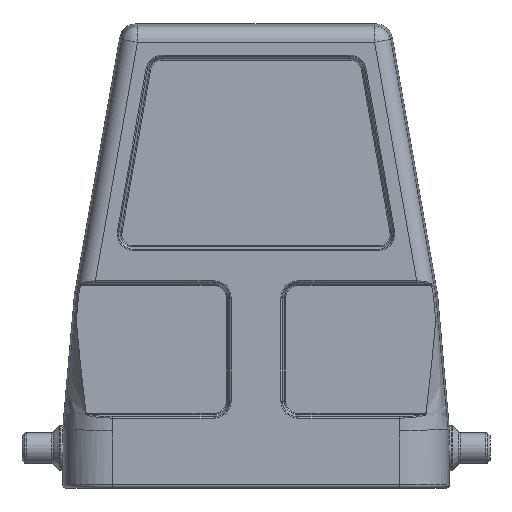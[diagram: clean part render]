
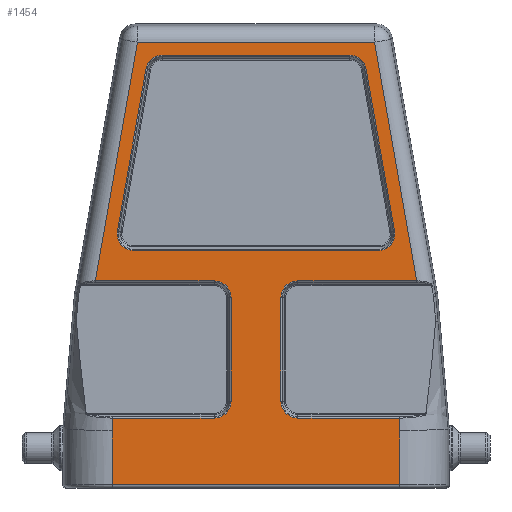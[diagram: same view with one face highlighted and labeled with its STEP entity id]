
A CAD part, front view. The second image highlights one B-rep face of the part: STEP entity #1454.
In plain terms, the highlighted planar face has unit normal (0, -1, 0).
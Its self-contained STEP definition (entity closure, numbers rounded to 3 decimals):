
#1026=(
BOUNDED_CURVE()
B_SPLINE_CURVE(3,(#12709,#12710,#12711,#12712,#12713,#12714,#12715),
 .UNSPECIFIED.,.F.,.F.)
B_SPLINE_CURVE_WITH_KNOTS((4,3,4),(0.,0.667,1.),
 .UNSPECIFIED.)
CURVE()
GEOMETRIC_REPRESENTATION_ITEM()
RATIONAL_B_SPLINE_CURVE((1.,1.,1.,1.,1.,1.,1.))
REPRESENTATION_ITEM('')
);
#1027=(
BOUNDED_CURVE()
B_SPLINE_CURVE(3,(#12743,#12744,#12745,#12746,#12747,#12748,#12749),
 .UNSPECIFIED.,.F.,.F.)
B_SPLINE_CURVE_WITH_KNOTS((4,3,4),(0.,0.333,1.),
 .UNSPECIFIED.)
CURVE()
GEOMETRIC_REPRESENTATION_ITEM()
RATIONAL_B_SPLINE_CURVE((1.,1.,1.,1.,1.,1.,1.))
REPRESENTATION_ITEM('')
);
#1454=ADVANCED_FACE('',(#2056,#2057),#1893,.F.);
#1893=PLANE('',#8219);
#2056=FACE_BOUND('',#2156,.T.);
#2057=FACE_BOUND('',#2157,.T.);
#2156=EDGE_LOOP('',(#3199,#3200,#3201,#3202,#3203,#3204,#3205,#3206));
#2157=EDGE_LOOP('',(#3207,#3208,#3209,#3210,#3211,#3212,#3213,#3214,#3215,
#3216,#3217,#3218,#3219,#3220,#3221,#3222,#3223,#3224));
#2729=CIRCLE('',#8211,2.54);
#2730=CIRCLE('',#8212,2.54);
#2731=CIRCLE('',#8213,2.54);
#2732=CIRCLE('',#8214,2.54);
#2733=CIRCLE('',#8215,2.64);
#2734=CIRCLE('',#8216,2.64);
#2735=CIRCLE('',#8217,2.64);
#2736=CIRCLE('',#8218,2.64);
#3199=ORIENTED_EDGE('',*,*,#5842,.T.);
#3200=ORIENTED_EDGE('',*,*,#5843,.T.);
#3201=ORIENTED_EDGE('',*,*,#5844,.T.);
#3202=ORIENTED_EDGE('',*,*,#5845,.T.);
#3203=ORIENTED_EDGE('',*,*,#5846,.T.);
#3204=ORIENTED_EDGE('',*,*,#5847,.T.);
#3205=ORIENTED_EDGE('',*,*,#5848,.T.);
#3206=ORIENTED_EDGE('',*,*,#5849,.T.);
#3207=ORIENTED_EDGE('',*,*,#5850,.T.);
#3208=ORIENTED_EDGE('',*,*,#5851,.T.);
#3209=ORIENTED_EDGE('',*,*,#5852,.T.);
#3210=ORIENTED_EDGE('',*,*,#5853,.T.);
#3211=ORIENTED_EDGE('',*,*,#5854,.T.);
#3212=ORIENTED_EDGE('',*,*,#5855,.T.);
#3213=ORIENTED_EDGE('',*,*,#5856,.T.);
#3214=ORIENTED_EDGE('',*,*,#5857,.T.);
#3215=ORIENTED_EDGE('',*,*,#5858,.T.);
#3216=ORIENTED_EDGE('',*,*,#5859,.T.);
#3217=ORIENTED_EDGE('',*,*,#5860,.T.);
#3218=ORIENTED_EDGE('',*,*,#5861,.T.);
#3219=ORIENTED_EDGE('',*,*,#5862,.T.);
#3220=ORIENTED_EDGE('',*,*,#5863,.T.);
#3221=ORIENTED_EDGE('',*,*,#5864,.T.);
#3222=ORIENTED_EDGE('',*,*,#5865,.T.);
#3223=ORIENTED_EDGE('',*,*,#5866,.T.);
#3224=ORIENTED_EDGE('',*,*,#5867,.T.);
#5209=VERTEX_POINT('',#12687);
#5210=VERTEX_POINT('',#12688);
#5211=VERTEX_POINT('',#12690);
#5212=VERTEX_POINT('',#12692);
#5213=VERTEX_POINT('',#12694);
#5214=VERTEX_POINT('',#12696);
#5215=VERTEX_POINT('',#12698);
#5216=VERTEX_POINT('',#12700);
#5217=VERTEX_POINT('',#12703);
#5218=VERTEX_POINT('',#12704);
#5219=VERTEX_POINT('',#12706);
#5220=VERTEX_POINT('',#12708);
#5221=VERTEX_POINT('',#12716);
#5222=VERTEX_POINT('',#12718);
#5223=VERTEX_POINT('',#12720);
#5224=VERTEX_POINT('',#12722);
#5225=VERTEX_POINT('',#12724);
#5226=VERTEX_POINT('',#12726);
#5227=VERTEX_POINT('',#12728);
#5228=VERTEX_POINT('',#12730);
#5229=VERTEX_POINT('',#12732);
#5230=VERTEX_POINT('',#12734);
#5231=VERTEX_POINT('',#12736);
#5232=VERTEX_POINT('',#12738);
#5233=VERTEX_POINT('',#12740);
#5234=VERTEX_POINT('',#12742);
#5842=EDGE_CURVE('',#5209,#5210,#6784,.T.);
#5843=EDGE_CURVE('',#5210,#5211,#2729,.T.);
#5844=EDGE_CURVE('',#5211,#5212,#6785,.T.);
#5845=EDGE_CURVE('',#5212,#5213,#2730,.T.);
#5846=EDGE_CURVE('',#5213,#5214,#6786,.T.);
#5847=EDGE_CURVE('',#5214,#5215,#2731,.T.);
#5848=EDGE_CURVE('',#5215,#5216,#6787,.T.);
#5849=EDGE_CURVE('',#5216,#5209,#2732,.T.);
#5850=EDGE_CURVE('',#5217,#5218,#6788,.T.);
#5851=EDGE_CURVE('',#5218,#5219,#6789,.T.);
#5852=EDGE_CURVE('',#5219,#5220,#6790,.T.);
#5853=EDGE_CURVE('',#5220,#5221,#1026,.T.);
#5854=EDGE_CURVE('',#5221,#5222,#6791,.T.);
#5855=EDGE_CURVE('',#5222,#5223,#2733,.T.);
#5856=EDGE_CURVE('',#5223,#5224,#6792,.T.);
#5857=EDGE_CURVE('',#5224,#5225,#2734,.T.);
#5858=EDGE_CURVE('',#5225,#5226,#6793,.T.);
#5859=EDGE_CURVE('',#5226,#5227,#6794,.T.);
#5860=EDGE_CURVE('',#5227,#5228,#6795,.T.);
#5861=EDGE_CURVE('',#5228,#5229,#6796,.T.);
#5862=EDGE_CURVE('',#5229,#5230,#6797,.T.);
#5863=EDGE_CURVE('',#5230,#5231,#2735,.T.);
#5864=EDGE_CURVE('',#5231,#5232,#6798,.T.);
#5865=EDGE_CURVE('',#5232,#5233,#2736,.T.);
#5866=EDGE_CURVE('',#5233,#5234,#6799,.T.);
#5867=EDGE_CURVE('',#5234,#5217,#1027,.T.);
#6784=LINE('',#12686,#7283);
#6785=LINE('',#12691,#7284);
#6786=LINE('',#12695,#7285);
#6787=LINE('',#12699,#7286);
#6788=LINE('',#12702,#7287);
#6789=LINE('',#12705,#7288);
#6790=LINE('',#12707,#7289);
#6791=LINE('',#12717,#7290);
#6792=LINE('',#12721,#7291);
#6793=LINE('',#12725,#7292);
#6794=LINE('',#12727,#7293);
#6795=LINE('',#12729,#7294);
#6796=LINE('',#12731,#7295);
#6797=LINE('',#12733,#7296);
#6798=LINE('',#12737,#7297);
#6799=LINE('',#12741,#7298);
#7283=VECTOR('',#9159,1.);
#7284=VECTOR('',#9162,1.);
#7285=VECTOR('',#9165,1.);
#7286=VECTOR('',#9168,1.);
#7287=VECTOR('',#9171,1.);
#7288=VECTOR('',#9172,1.);
#7289=VECTOR('',#9173,1.);
#7290=VECTOR('',#9174,1.);
#7291=VECTOR('',#9177,1.);
#7292=VECTOR('',#9180,1.);
#7293=VECTOR('',#9181,1.);
#7294=VECTOR('',#9182,1.);
#7295=VECTOR('',#9183,1.);
#7296=VECTOR('',#9184,1.);
#7297=VECTOR('',#9187,1.);
#7298=VECTOR('',#9190,1.);
#8211=AXIS2_PLACEMENT_3D('',#12689,#9160,#9161);
#8212=AXIS2_PLACEMENT_3D('',#12693,#9163,#9164);
#8213=AXIS2_PLACEMENT_3D('',#12697,#9166,#9167);
#8214=AXIS2_PLACEMENT_3D('',#12701,#9169,#9170);
#8215=AXIS2_PLACEMENT_3D('',#12719,#9175,#9176);
#8216=AXIS2_PLACEMENT_3D('',#12723,#9178,#9179);
#8217=AXIS2_PLACEMENT_3D('',#12735,#9185,#9186);
#8218=AXIS2_PLACEMENT_3D('',#12739,#9188,#9189);
#8219=AXIS2_PLACEMENT_3D('',#12750,#9191,#9192);
#9159=DIRECTION('',(0.174,0.,0.985));
#9160=DIRECTION('',(0.,1.,0.));
#9161=DIRECTION('',(0.,0.,1.));
#9162=DIRECTION('',(1.,0.,0.));
#9163=DIRECTION('',(0.,1.,0.));
#9164=DIRECTION('',(0.,0.,1.));
#9165=DIRECTION('',(0.174,0.,-0.985));
#9166=DIRECTION('',(0.,1.,0.));
#9167=DIRECTION('',(0.,0.,1.));
#9168=DIRECTION('',(-1.,0.,0.));
#9169=DIRECTION('',(0.,1.,0.));
#9170=DIRECTION('',(0.,0.,1.));
#9171=DIRECTION('',(0.,0.,-1.));
#9172=DIRECTION('',(1.,0.,0.));
#9173=DIRECTION('',(0.,0.,1.));
#9174=DIRECTION('',(-1.,0.,0.));
#9175=DIRECTION('',(0.,1.,0.));
#9176=DIRECTION('',(0.,0.,1.));
#9177=DIRECTION('',(0.,0.,1.));
#9178=DIRECTION('',(0.,1.,0.));
#9179=DIRECTION('',(0.,0.,1.));
#9180=DIRECTION('',(1.,0.,0.));
#9181=DIRECTION('',(-0.174,0.,0.985));
#9182=DIRECTION('',(-1.,0.,0.));
#9183=DIRECTION('',(-0.174,0.,-0.985));
#9184=DIRECTION('',(1.,0.,0.));
#9185=DIRECTION('',(0.,1.,0.));
#9186=DIRECTION('',(0.,0.,1.));
#9187=DIRECTION('',(0.,0.,-1.));
#9188=DIRECTION('',(0.,1.,0.));
#9189=DIRECTION('',(0.,0.,1.));
#9190=DIRECTION('',(-1.,0.,0.));
#9191=DIRECTION('',(0.,1.,0.));
#9192=DIRECTION('',(0.,0.,1.));
#12686=CARTESIAN_POINT('',(-17.062,-21.5,55.891));
#12687=CARTESIAN_POINT('',(-21.506,-21.5,30.691));
#12688=CARTESIAN_POINT('',(-17.062,-21.5,55.891));
#12689=CARTESIAN_POINT('',(-14.561,-21.5,55.45));
#12690=CARTESIAN_POINT('',(-14.561,-21.5,57.99));
#12691=CARTESIAN_POINT('',(14.561,-21.5,57.99));
#12692=CARTESIAN_POINT('',(14.561,-21.5,57.99));
#12693=CARTESIAN_POINT('',(14.561,-21.5,55.45));
#12694=CARTESIAN_POINT('',(17.062,-21.5,55.891));
#12695=CARTESIAN_POINT('',(21.506,-21.5,30.691));
#12696=CARTESIAN_POINT('',(21.506,-21.5,30.691));
#12697=CARTESIAN_POINT('',(19.004,-21.5,30.25));
#12698=CARTESIAN_POINT('',(19.004,-21.5,27.71));
#12699=CARTESIAN_POINT('',(-19.004,-21.5,27.71));
#12700=CARTESIAN_POINT('',(-19.004,-21.5,27.71));
#12701=CARTESIAN_POINT('',(-19.004,-21.5,30.25));
#12702=CARTESIAN_POINT('',(-22.264,-21.5,20.197));
#12703=CARTESIAN_POINT('',(-22.264,-21.5,-0.274));
#12704=CARTESIAN_POINT('',(-22.264,-21.5,-8.65));
#12705=CARTESIAN_POINT('',(-23.214,-21.5,-8.65));
#12706=CARTESIAN_POINT('',(22.264,-21.5,-8.65));
#12707=CARTESIAN_POINT('',(22.264,-21.5,20.197));
#12708=CARTESIAN_POINT('',(22.264,-21.5,-0.274));
#12709=CARTESIAN_POINT('',(25.901,-21.5,-41.907));
#12710=CARTESIAN_POINT('',(24.698,-21.5,-28.157));
#12711=CARTESIAN_POINT('',(23.495,-21.5,-14.408));
#12712=CARTESIAN_POINT('',(22.292,-21.5,-0.658));
#12713=CARTESIAN_POINT('',(21.691,-21.5,6.214));
#12714=CARTESIAN_POINT('',(26.464,-21.5,13.556));
#12715=CARTESIAN_POINT('',(25.863,-21.5,20.429));
#12716=CARTESIAN_POINT('',(22.28,-21.5,1.71));
#12717=CARTESIAN_POINT('',(-23.214,-21.5,1.71));
#12718=CARTESIAN_POINT('',(6.5,-21.5,1.71));
#12719=CARTESIAN_POINT('',(6.5,-21.5,4.35));
#12720=CARTESIAN_POINT('',(3.86,-21.5,4.35));
#12721=CARTESIAN_POINT('',(3.86,-21.5,20.197));
#12722=CARTESIAN_POINT('',(3.86,-21.5,20.35));
#12723=CARTESIAN_POINT('',(6.5,-21.5,20.35));
#12724=CARTESIAN_POINT('',(6.5,-21.5,22.99));
#12725=CARTESIAN_POINT('',(-23.214,-21.5,22.99));
#12726=CARTESIAN_POINT('',(24.923,-21.5,22.99));
#12727=CARTESIAN_POINT('',(23.949,-21.5,28.513));
#12728=CARTESIAN_POINT('',(18.394,-21.5,60.018));
#12729=CARTESIAN_POINT('',(-23.214,-21.5,60.018));
#12730=CARTESIAN_POINT('',(-18.394,-21.5,60.018));
#12731=CARTESIAN_POINT('',(-25.349,-21.5,20.573));
#12732=CARTESIAN_POINT('',(-24.923,-21.5,22.99));
#12733=CARTESIAN_POINT('',(-6.5,-21.5,22.99));
#12734=CARTESIAN_POINT('',(-6.5,-21.5,22.99));
#12735=CARTESIAN_POINT('',(-6.5,-21.5,20.35));
#12736=CARTESIAN_POINT('',(-3.86,-21.5,20.35));
#12737=CARTESIAN_POINT('',(-3.86,-21.5,4.35));
#12738=CARTESIAN_POINT('',(-3.86,-21.5,4.35));
#12739=CARTESIAN_POINT('',(-6.5,-21.5,4.35));
#12740=CARTESIAN_POINT('',(-6.5,-21.5,1.71));
#12741=CARTESIAN_POINT('',(-22.291,-21.5,1.71));
#12742=CARTESIAN_POINT('',(-22.28,-21.5,1.71));
#12743=CARTESIAN_POINT('',(-25.863,-21.5,20.429));
#12744=CARTESIAN_POINT('',(-26.464,-21.5,13.556));
#12745=CARTESIAN_POINT('',(-21.691,-21.5,6.214));
#12746=CARTESIAN_POINT('',(-22.292,-21.5,-0.658));
#12747=CARTESIAN_POINT('',(-23.495,-21.5,-14.408));
#12748=CARTESIAN_POINT('',(-24.698,-21.5,-28.157));
#12749=CARTESIAN_POINT('',(-25.901,-21.5,-41.907));
#12750=CARTESIAN_POINT('',(-23.214,-21.5,20.197));
